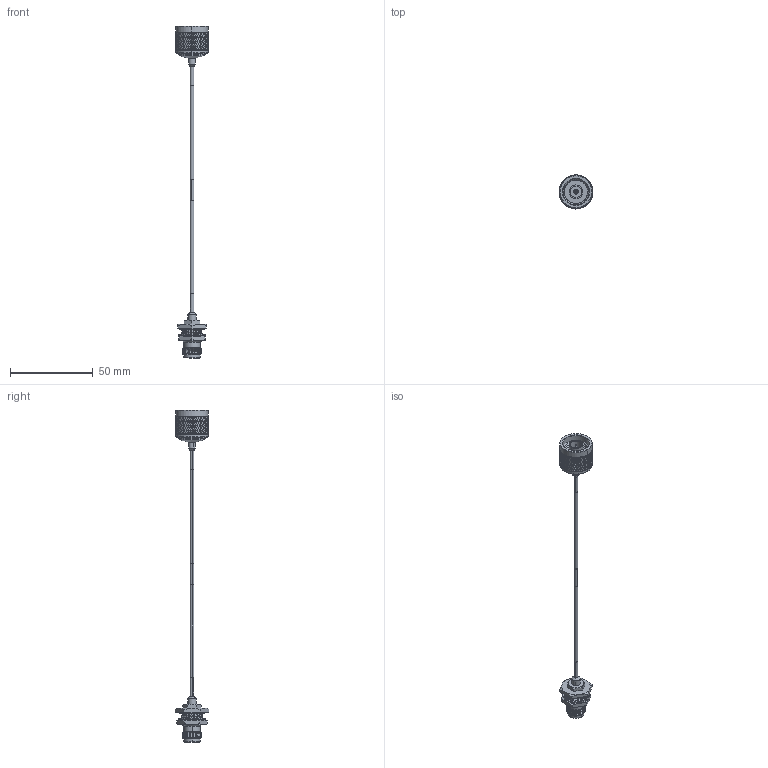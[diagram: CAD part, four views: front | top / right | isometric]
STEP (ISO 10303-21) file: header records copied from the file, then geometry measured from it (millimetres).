
FILE_DESCRIPTION (( 'STEP AP214' ), '1' );
FILE_NAME ('LCCA30579.step', '2020-06-22T22:25:09', ( '' ), ( '' ), 'SwSTEP 2.0', 'SolidWorks 2018', '' );
FILE_SCHEMA (( 'AUTOMOTIVE_DESIGN' ));
Length unit declared in the file: inch
Products named in the file (7): LCCN3050; LC085TB (085 FORMABLE); LCCN3063; LCCA30579; 1AW01-002_.08 ID; LCCN3044_HS; LCCN3044_HS-2
Assembly tree (6 placements, depth 2):
  LCCA30579
    LC085TB (085 FORMABLE)
    1AW01-002_.08 ID
    LCCN3044_HS
    LCCN3063
    LCCN3044_HS-2
    LCCN3050
Bounding box: 20.32 x 20.32 x 200.2 mm (x, y, z)
Volume: 7133.8 mm3; surface area: 7891.8 mm2
Topology: 10 solids, 10 shells, 2600 faces, 5685 edges, 3123 vertices
Faces by surface type: bspline 1875, cylinder 570, plane 81, cone 70, torus 4
Entity records: 113282 total; most frequent: CARTESIAN_POINT 77000, ORIENTED_EDGE 11370, EDGE_CURVE 5685, VERTEX_POINT 3123, EDGE_LOOP 2628, ADVANCED_FACE 2600, FACE_OUTER_BOUND 2600, DIRECTION 2596
